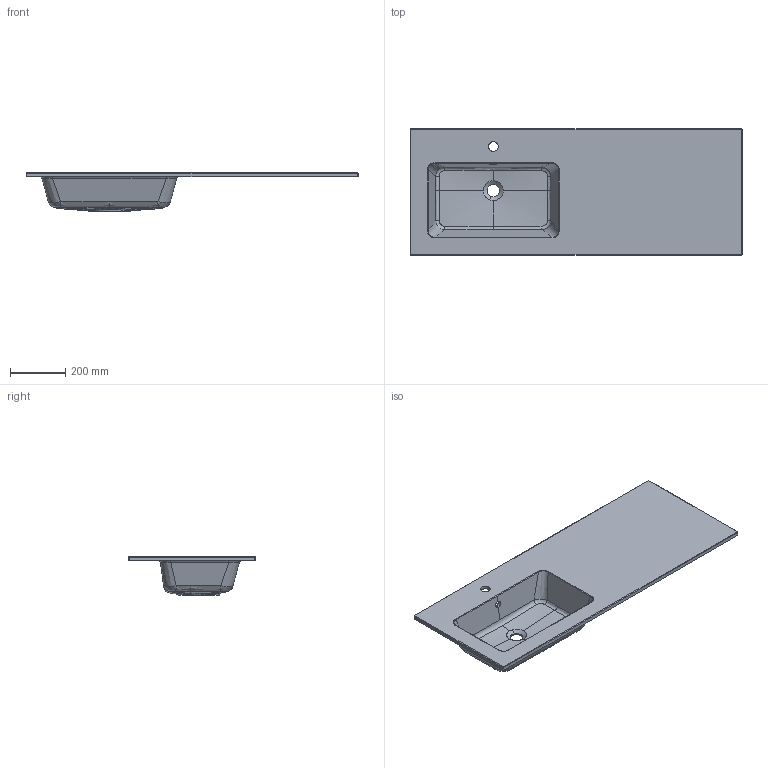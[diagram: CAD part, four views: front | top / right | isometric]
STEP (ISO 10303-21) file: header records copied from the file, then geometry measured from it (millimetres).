
FILE_DESCRIPTION(/* description */ (''),/* implementation_level */ '2;1');
FILE_NAME(/* name */ 'BERGAMO _120x46_Balos',/* time_stamp */ '2024-01-27T13:38:48+01:00',/* author */ (''),/* organization */ (''),/* preprocessor_version */ 'ST-DEVELOPER v16.5',/* originating_system */ 'Rhino 7.36',/* authorisation */ '');
FILE_SCHEMA (('CONFIG_CONTROL_DESIGN'));
Length unit declared in the file: millimetre
Products named in the file (1): Document
Bounding box: 1205 x 460 x 140 mm (x, y, z)
Surface area: 1388955.9 mm2 (no closed solid volume)
Topology: 0 solids, 1 shells, 236 faces, 560 edges, 321 vertices
Faces by surface type: bspline 182, cylinder 34, plane 20
Entity records: 52470 total; most frequent: CARTESIAN_POINT 49162, ORIENTED_EDGE 1105, EDGE_CURVE 553, B_SPLINE_CURVE_WITH_KNOTS 328, VERTEX_POINT 321, EDGE_LOOP 245, ADVANCED_FACE 236, FACE_OUTER_BOUND 236
